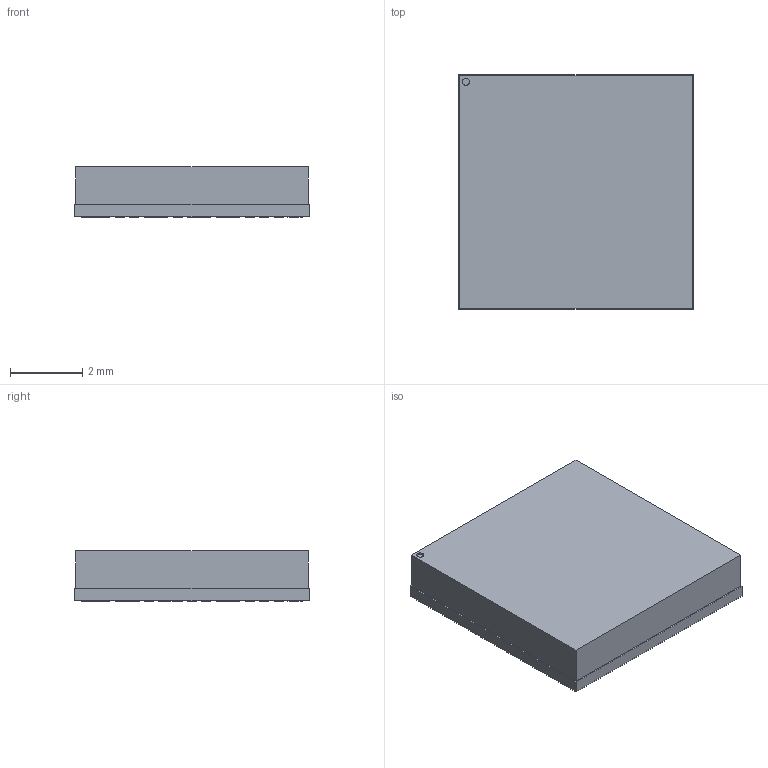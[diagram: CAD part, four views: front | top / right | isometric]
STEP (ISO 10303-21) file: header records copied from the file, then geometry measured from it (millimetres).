
FILE_DESCRIPTION(('FreeCAD Model'),'2;1');
FILE_NAME('SiliconLabs_BGM12xN.step','2020-01-20T12:18:08',( 'kicad StepUp'),('ksu MCAD'),'Open CASCADE STEP processor 7.3', 'FreeCAD','Unknown');
FILE_SCHEMA(('AUTOMOTIVE_DESIGN { 1 0 10303 214 1 1 1 1 }'));
Length unit declared in the file: millimetre
Products named in the file (1): SiliconLabs_BGM12xN
Bounding box: 6.5 x 6.5 x 1.4 mm (x, y, z)
Volume: 57.7 mm3; surface area: 142.3 mm2
Topology: 56 solids, 56 shells, 628 faces, 4587 edges, 13300 vertices
Faces by surface type: plane 627, cylinder 1
Full cylindrical faces by diameter (mm): 0.2 x1
Entity records: 53575 total; most frequent: CARTESIAN_POINT 19945, DIRECTION 5374, LINE 4104, VECTOR 4104, GEOMETRIC_CURVE_SET 3059, ORIENTED_EDGE 3058, TRIMMED_CURVE 3058, EDGE_CURVE 1529
